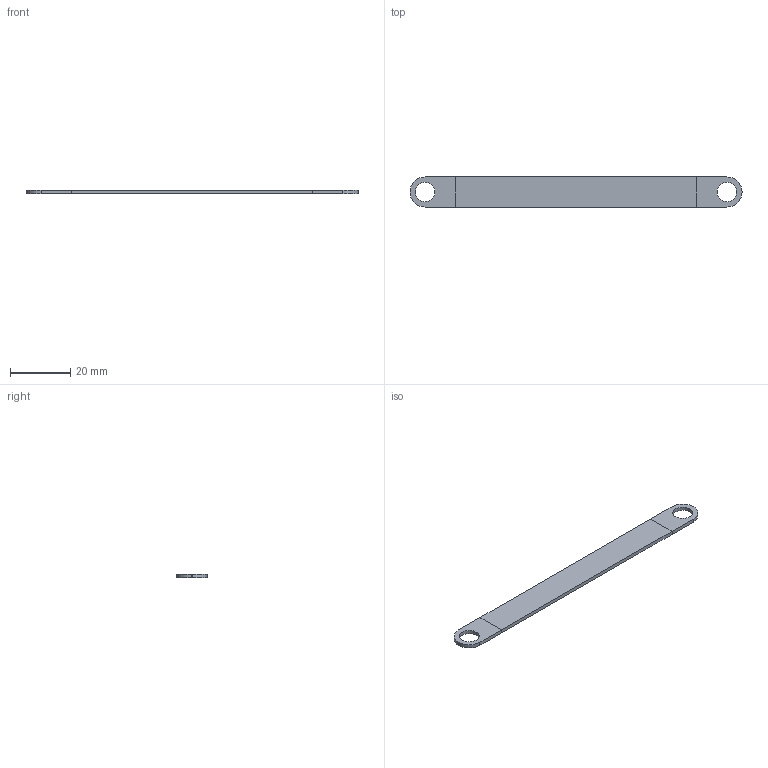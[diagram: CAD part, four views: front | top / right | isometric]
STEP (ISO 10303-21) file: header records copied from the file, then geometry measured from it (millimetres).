
FILE_DESCRIPTION(/* description */ ('Titel eingeben'),/* implementation_level */ '2;1');
FILE_NAME(/* name */ '19024_KriTec_Masseband_10x100mm_6mm2.stp',/* time_stamp */ '2017-04-18T16:00:58+02:00',/* author */ ('Steiner'),/* organization */ (''),/* preprocessor_version */ 'ST-DEVELOPER v16.1',/* originating_system */ 'Autodesk Inventor 2016',/* authorisation */ '');
FILE_SCHEMA (('CONFIG_CONTROL_DESIGN'));
Length unit declared in the file: millimetre
Products named in the file (1): 19024_KriTec_Masseband_10x100mm_6mm2
Bounding box: 110 x 10 x 1.25 mm (x, y, z)
Volume: 1265.6 mm3; surface area: 2364.9 mm2
Topology: 1 solids, 1 shells, 28 faces, 70 edges, 44 vertices
Faces by surface type: plane 22, cylinder 6
Full cylindrical faces by diameter (mm): 6.5 x2
Entity records: 896 total; most frequent: CARTESIAN_POINT 141, DIRECTION 138, ORIENTED_EDGE 136, EDGE_CURVE 68, LINE 56, VECTOR 56, VERTEX_POINT 44, AXIS2_PLACEMENT_3D 41
